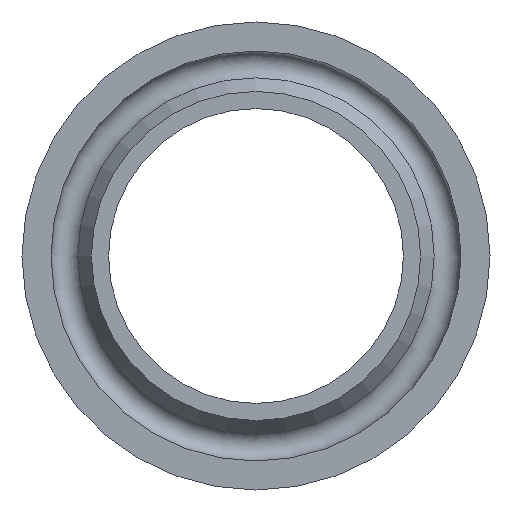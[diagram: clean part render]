
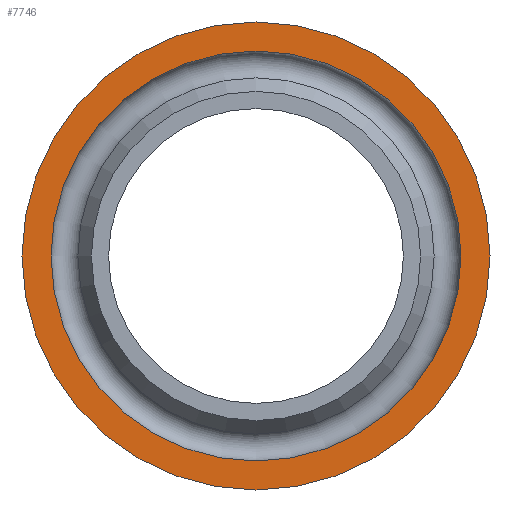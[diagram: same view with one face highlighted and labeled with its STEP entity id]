
A CAD part, left-side view. The second image highlights one B-rep face of the part: STEP entity #7746.
In plain terms, the highlighted planar face has unit normal (-1, 0, 0).
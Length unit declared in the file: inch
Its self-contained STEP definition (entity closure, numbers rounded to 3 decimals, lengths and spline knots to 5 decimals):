
#118=FACE_BOUND('',#1374,.T.);
#316=PLANE('',#8296);
#911=FACE_OUTER_BOUND('',#1373,.T.);
#1373=EDGE_LOOP('',(#7249,#7250));
#1374=EDGE_LOOP('',(#7251,#7252));
#1571=CIRCLE('',#8258,0.431);
#1575=CIRCLE('',#8262,0.431);
#1598=CIRCLE('',#8294,0.492);
#1599=CIRCLE('',#8295,0.492);
#3756=VERTEX_POINT('',#17134);
#3757=VERTEX_POINT('',#17135);
#3780=VERTEX_POINT('',#17199);
#3781=VERTEX_POINT('',#17200);
#4904=EDGE_CURVE('',#3756,#3757,#1571,.T.);
#4909=EDGE_CURVE('',#3757,#3756,#1575,.T.);
#4936=EDGE_CURVE('',#3780,#3781,#1598,.T.);
#4937=EDGE_CURVE('',#3781,#3780,#1599,.T.);
#7249=ORIENTED_EDGE('',*,*,#4936,.T.);
#7250=ORIENTED_EDGE('',*,*,#4937,.T.);
#7251=ORIENTED_EDGE('',*,*,#4904,.F.);
#7252=ORIENTED_EDGE('',*,*,#4909,.F.);
#7746=ADVANCED_FACE('',(#911,#118),#316,.T.);
#8258=AXIS2_PLACEMENT_3D('',#17136,#9805,#9806);
#8262=AXIS2_PLACEMENT_3D('',#17144,#9814,#9815);
#8294=AXIS2_PLACEMENT_3D('',#17201,#9882,#9883);
#8295=AXIS2_PLACEMENT_3D('',#17202,#9884,#9885);
#8296=AXIS2_PLACEMENT_3D('',#17204,#9887,#9888);
#9805=DIRECTION('center_axis',(-1.,0.,0.));
#9806=DIRECTION('ref_axis',(0.,1.,0.));
#9814=DIRECTION('center_axis',(-1.,0.,0.));
#9815=DIRECTION('ref_axis',(0.,1.,0.));
#9882=DIRECTION('center_axis',(-1.,0.,0.));
#9883=DIRECTION('ref_axis',(0.,1.,0.));
#9884=DIRECTION('center_axis',(-1.,0.,0.));
#9885=DIRECTION('ref_axis',(0.,1.,0.));
#9887=DIRECTION('center_axis',(-1.,0.,0.));
#9888=DIRECTION('ref_axis',(0.,0.,1.));
#17134=CARTESIAN_POINT('',(0.,0.431,0.));
#17135=CARTESIAN_POINT('',(0.,-0.431,0.));
#17136=CARTESIAN_POINT('Origin',(0.,0.,
0.));
#17144=CARTESIAN_POINT('Origin',(0.,0.,
0.));
#17199=CARTESIAN_POINT('',(0.,0.492,0.));
#17200=CARTESIAN_POINT('',(0.,-0.492,0.));
#17201=CARTESIAN_POINT('Origin',(0.,0.,
0.));
#17202=CARTESIAN_POINT('Origin',(0.,0.,
0.));
#17204=CARTESIAN_POINT('Origin',(0.,0.4615,0.));
